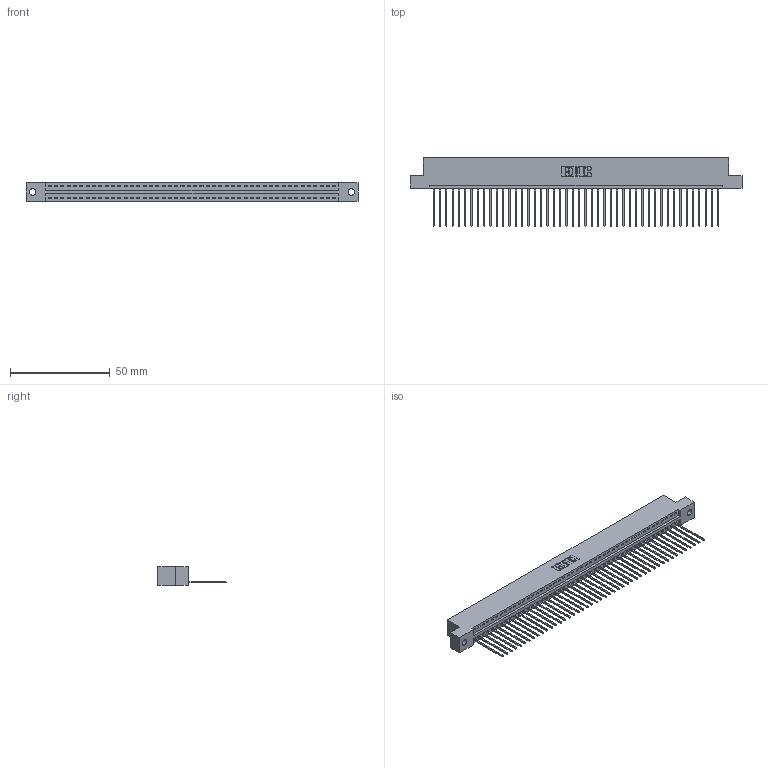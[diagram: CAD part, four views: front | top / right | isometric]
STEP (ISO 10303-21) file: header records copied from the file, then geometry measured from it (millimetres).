
FILE_DESCRIPTION (( 'STEP AP203' ), '1' );
FILE_NAME ('346-046-541-102.STEP', '2022-05-09T20:25:23', ( '' ), ( '' ), 'SwSTEP 2.0', 'SolidWorks 2020', '' );
FILE_SCHEMA (( 'CONFIG_CONTROL_DESIGN' ));
Length unit declared in the file: inch
Products named in the file (3): 346-046-541-102; 346 Part_Flush Mounting Lugs - 0.128 Dia; 345-292-001_345-293-141
Assembly tree (47 placements, depth 2):
  346-046-541-102
    346 Part_Flush Mounting Lugs - 0.128 Dia
    345-292-001_345-293-141  x46
Bounding box: 166.62 x 34.29 x 9.4 mm (x, y, z)
Volume: 16092.3 mm3; surface area: 20792 mm2
Topology: 47 solids, 47 shells, 2790 faces, 8425 edges, 5554 vertices
Faces by surface type: plane 1916, cylinder 874
Entity records: 28031 total; most frequent: CARTESIAN_POINT 4810, ORIENTED_EDGE 4790, DIRECTION 4239, EDGE_CURVE 2395, VECTOR 2079, LINE 2079, VERTEX_POINT 1594, AXIS2_PLACEMENT_3D 1080
